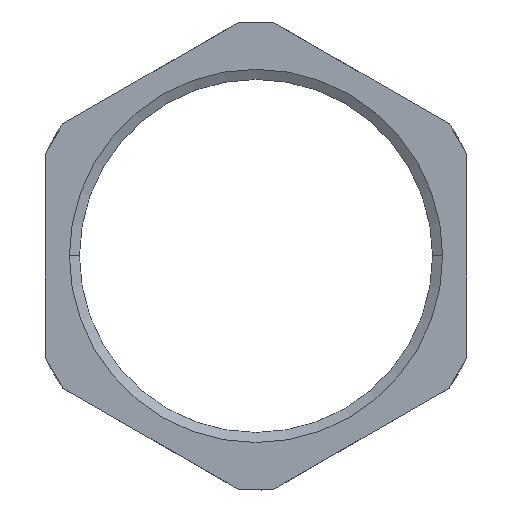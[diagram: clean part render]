
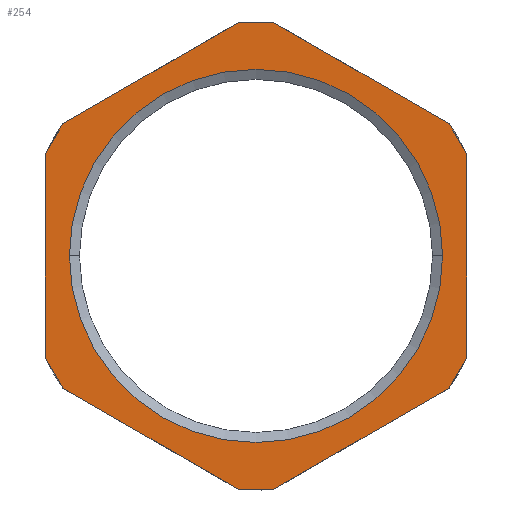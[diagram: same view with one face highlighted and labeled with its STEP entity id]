
A CAD part, top view. The second image highlights one B-rep face of the part: STEP entity #254.
In plain terms, the highlighted planar face has unit normal (0, 0, 1).
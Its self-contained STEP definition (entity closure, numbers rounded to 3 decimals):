
#54=AXIS2_PLACEMENT_3D('Circle Axis2P3D',#52,#53,$) ;
#118=AXIS2_PLACEMENT_3D('Circle Axis2P3D',#116,#117,$) ;
#132=AXIS2_PLACEMENT_3D('Plane Axis2P3D',#129,#130,#131) ;
#49=CARTESIAN_POINT('Vertex',(1.85,17.75,3.5)) ;
#52=CARTESIAN_POINT('Axis2P3D Location',(16.,17.75,3.5)) ;
#56=CARTESIAN_POINT('Vertex',(30.15,17.75,3.5)) ;
#116=CARTESIAN_POINT('Axis2P3D Location',(16.,17.75,3.5)) ;
#129=CARTESIAN_POINT('Axis2P3D Location',(16.,17.75,3.5)) ;
#135=CARTESIAN_POINT('Control Point',(32.,10.065,3.5)) ;
#136=CARTESIAN_POINT('Control Point',(31.767,9.58,3.5)) ;
#137=CARTESIAN_POINT('Control Point',(31.516,9.104,3.5)) ;
#138=CARTESIAN_POINT('Control Point',(31.246,8.636,3.5)) ;
#139=CARTESIAN_POINT('Control Point',(30.959,8.18,3.5)) ;
#140=CARTESIAN_POINT('Control Point',(30.656,7.736,3.5)) ;
#141=CARTESIAN_POINT('Vertex',(32.,10.065,3.5)) ;
#143=CARTESIAN_POINT('Vertex',(30.656,7.736,3.5)) ;
#146=CARTESIAN_POINT('Line Origine',(32.,17.75,3.5)) ;
#150=CARTESIAN_POINT('Vertex',(32.,25.435,3.5)) ;
#154=CARTESIAN_POINT('Control Point',(30.656,27.764,3.5)) ;
#155=CARTESIAN_POINT('Control Point',(30.959,27.32,3.5)) ;
#156=CARTESIAN_POINT('Control Point',(31.246,26.864,3.5)) ;
#157=CARTESIAN_POINT('Control Point',(31.516,26.396,3.5)) ;
#158=CARTESIAN_POINT('Control Point',(31.767,25.92,3.5)) ;
#159=CARTESIAN_POINT('Control Point',(32.,25.435,3.5)) ;
#160=CARTESIAN_POINT('Vertex',(30.656,27.764,3.5)) ;
#163=CARTESIAN_POINT('Line Origine',(24.,31.606,3.5)) ;
#167=CARTESIAN_POINT('Vertex',(17.344,35.449,3.5)) ;
#171=CARTESIAN_POINT('Control Point',(14.656,35.449,3.5)) ;
#172=CARTESIAN_POINT('Control Point',(15.192,35.49,3.5)) ;
#173=CARTESIAN_POINT('Control Point',(15.73,35.51,3.5)) ;
#174=CARTESIAN_POINT('Control Point',(16.27,35.51,3.5)) ;
#175=CARTESIAN_POINT('Control Point',(16.808,35.49,3.5)) ;
#176=CARTESIAN_POINT('Control Point',(17.344,35.449,3.5)) ;
#177=CARTESIAN_POINT('Vertex',(14.656,35.449,3.5)) ;
#180=CARTESIAN_POINT('Line Origine',(8.,31.606,3.5)) ;
#184=CARTESIAN_POINT('Vertex',(1.344,27.764,3.5)) ;
#188=CARTESIAN_POINT('Control Point',(0.,25.435,3.5)) ;
#189=CARTESIAN_POINT('Control Point',(0.233,25.92,3.5)) ;
#190=CARTESIAN_POINT('Control Point',(0.484,26.396,3.5)) ;
#191=CARTESIAN_POINT('Control Point',(0.754,26.864,3.5)) ;
#192=CARTESIAN_POINT('Control Point',(1.041,27.32,3.5)) ;
#193=CARTESIAN_POINT('Control Point',(1.344,27.764,3.5)) ;
#194=CARTESIAN_POINT('Vertex',(0.,25.435,3.5)) ;
#197=CARTESIAN_POINT('Line Origine',(0.,17.75,3.5)) ;
#201=CARTESIAN_POINT('Vertex',(0.,10.065,3.5)) ;
#205=CARTESIAN_POINT('Control Point',(1.344,7.736,3.5)) ;
#206=CARTESIAN_POINT('Control Point',(1.041,8.18,3.5)) ;
#207=CARTESIAN_POINT('Control Point',(0.754,8.636,3.5)) ;
#208=CARTESIAN_POINT('Control Point',(0.484,9.104,3.5)) ;
#209=CARTESIAN_POINT('Control Point',(0.233,9.58,3.5)) ;
#210=CARTESIAN_POINT('Control Point',(0.,10.065,3.5)) ;
#211=CARTESIAN_POINT('Vertex',(1.344,7.736,3.5)) ;
#214=CARTESIAN_POINT('Line Origine',(8.,3.894,3.5)) ;
#218=CARTESIAN_POINT('Vertex',(14.656,0.051,3.5)) ;
#222=CARTESIAN_POINT('Control Point',(17.344,0.051,3.5)) ;
#223=CARTESIAN_POINT('Control Point',(16.808,0.01,3.5)) ;
#224=CARTESIAN_POINT('Control Point',(16.27,-0.01,3.5)) ;
#225=CARTESIAN_POINT('Control Point',(15.73,-0.01,3.5)) ;
#226=CARTESIAN_POINT('Control Point',(15.192,0.01,3.5)) ;
#227=CARTESIAN_POINT('Control Point',(14.656,0.051,3.5)) ;
#228=CARTESIAN_POINT('Vertex',(17.344,0.051,3.5)) ;
#231=CARTESIAN_POINT('Line Origine',(24.,3.894,3.5)) ;
#53=DIRECTION('Axis2P3D Direction',(0.,0.,1.)) ;
#117=DIRECTION('Axis2P3D Direction',(0.,0.,1.)) ;
#130=DIRECTION('Axis2P3D Direction',(0.,0.,1.)) ;
#131=DIRECTION('Axis2P3D XDirection',(1.,0.,0.)) ;
#147=DIRECTION('Vector Direction',(0.,1.,0.)) ;
#164=DIRECTION('Vector Direction',(-0.866,0.5,0.)) ;
#181=DIRECTION('Vector Direction',(-0.866,-0.5,0.)) ;
#198=DIRECTION('Vector Direction',(0.,-1.,0.)) ;
#215=DIRECTION('Vector Direction',(0.866,-0.5,0.)) ;
#232=DIRECTION('Vector Direction',(0.866,0.5,0.)) ;
#148=VECTOR('Line Direction',#147,1.) ;
#165=VECTOR('Line Direction',#164,1.) ;
#182=VECTOR('Line Direction',#181,1.) ;
#199=VECTOR('Line Direction',#198,1.) ;
#216=VECTOR('Line Direction',#215,1.) ;
#233=VECTOR('Line Direction',#232,1.) ;
#237=ORIENTED_EDGE('',*,*,#145,.F.) ;
#238=ORIENTED_EDGE('',*,*,#152,.T.) ;
#239=ORIENTED_EDGE('',*,*,#162,.F.) ;
#240=ORIENTED_EDGE('',*,*,#169,.T.) ;
#241=ORIENTED_EDGE('',*,*,#179,.F.) ;
#242=ORIENTED_EDGE('',*,*,#186,.T.) ;
#243=ORIENTED_EDGE('',*,*,#196,.F.) ;
#244=ORIENTED_EDGE('',*,*,#203,.T.) ;
#245=ORIENTED_EDGE('',*,*,#213,.F.) ;
#246=ORIENTED_EDGE('',*,*,#220,.T.) ;
#247=ORIENTED_EDGE('',*,*,#230,.F.) ;
#248=ORIENTED_EDGE('',*,*,#235,.T.) ;
#251=ORIENTED_EDGE('',*,*,#58,.T.) ;
#252=ORIENTED_EDGE('',*,*,#120,.T.) ;
#253=FACE_BOUND('',#250,.T.) ;
#254=ADVANCED_FACE('Schnitt-Rotation1',(#249,#253),#133,.T.) ;
#134=B_SPLINE_CURVE_WITH_KNOTS('',5,(#135,#136,#137,#138,#139,#140),.UNSPECIFIED.,.F.,.U.,(6,6),(0.,3.805),.UNSPECIFIED.) ;
#153=B_SPLINE_CURVE_WITH_KNOTS('',5,(#154,#155,#156,#157,#158,#159),.UNSPECIFIED.,.F.,.U.,(6,6),(0.,3.805),.UNSPECIFIED.) ;
#170=B_SPLINE_CURVE_WITH_KNOTS('',5,(#171,#172,#173,#174,#175,#176),.UNSPECIFIED.,.F.,.U.,(6,6),(0.,3.805),.UNSPECIFIED.) ;
#187=B_SPLINE_CURVE_WITH_KNOTS('',5,(#188,#189,#190,#191,#192,#193),.UNSPECIFIED.,.F.,.U.,(6,6),(0.,3.805),.UNSPECIFIED.) ;
#204=B_SPLINE_CURVE_WITH_KNOTS('',5,(#205,#206,#207,#208,#209,#210),.UNSPECIFIED.,.F.,.U.,(6,6),(0.,3.805),.UNSPECIFIED.) ;
#221=B_SPLINE_CURVE_WITH_KNOTS('',5,(#222,#223,#224,#225,#226,#227),.UNSPECIFIED.,.F.,.U.,(6,6),(0.,3.805),.UNSPECIFIED.) ;
#55=CIRCLE('generated circle',#54,14.15) ;
#119=CIRCLE('generated circle',#118,14.15) ;
#58=EDGE_CURVE('',#57,#50,#55,.F.) ;
#120=EDGE_CURVE('',#50,#57,#119,.F.) ;
#145=EDGE_CURVE('',#142,#144,#134,.T.) ;
#152=EDGE_CURVE('',#142,#151,#149,.T.) ;
#162=EDGE_CURVE('',#161,#151,#153,.T.) ;
#169=EDGE_CURVE('',#161,#168,#166,.T.) ;
#179=EDGE_CURVE('',#178,#168,#170,.T.) ;
#186=EDGE_CURVE('',#178,#185,#183,.T.) ;
#196=EDGE_CURVE('',#195,#185,#187,.T.) ;
#203=EDGE_CURVE('',#195,#202,#200,.T.) ;
#213=EDGE_CURVE('',#212,#202,#204,.T.) ;
#220=EDGE_CURVE('',#212,#219,#217,.T.) ;
#230=EDGE_CURVE('',#229,#219,#221,.T.) ;
#235=EDGE_CURVE('',#229,#144,#234,.T.) ;
#236=EDGE_LOOP('',(#237,#238,#239,#240,#241,#242,#243,#244,#245,#246,#247,#248)) ;
#250=EDGE_LOOP('',(#251,#252)) ;
#249=FACE_OUTER_BOUND('',#236,.T.) ;
#149=LINE('Line',#146,#148) ;
#166=LINE('Line',#163,#165) ;
#183=LINE('Line',#180,#182) ;
#200=LINE('Line',#197,#199) ;
#217=LINE('Line',#214,#216) ;
#234=LINE('Line',#231,#233) ;
#133=PLANE('',#132) ;
#50=VERTEX_POINT('',#49) ;
#57=VERTEX_POINT('',#56) ;
#142=VERTEX_POINT('',#141) ;
#144=VERTEX_POINT('',#143) ;
#151=VERTEX_POINT('',#150) ;
#161=VERTEX_POINT('',#160) ;
#168=VERTEX_POINT('',#167) ;
#178=VERTEX_POINT('',#177) ;
#185=VERTEX_POINT('',#184) ;
#195=VERTEX_POINT('',#194) ;
#202=VERTEX_POINT('',#201) ;
#212=VERTEX_POINT('',#211) ;
#219=VERTEX_POINT('',#218) ;
#229=VERTEX_POINT('',#228) ;
